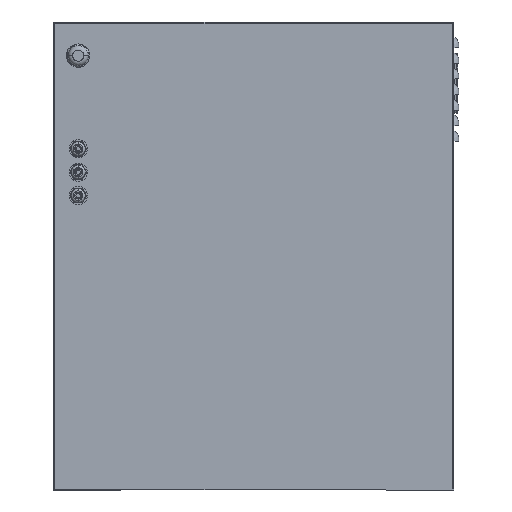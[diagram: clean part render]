
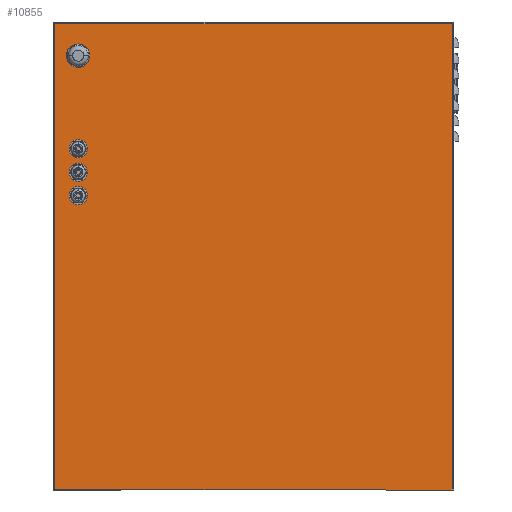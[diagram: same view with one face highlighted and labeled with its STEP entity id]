
A CAD part, left-side view. The second image highlights one B-rep face of the part: STEP entity #10855.
In plain terms, the highlighted planar face has unit normal (-1, 0, 0).
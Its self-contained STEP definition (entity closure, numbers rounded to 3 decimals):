
#66=DIRECTION('',(0.,-1.,0.));
#67=VECTOR('',#66,510.);
#68=CARTESIAN_POINT('',(-330.,255.,0.));
#69=LINE('',#68,#67);
#1085=CARTESIAN_POINT('',(-330.,225.,437.6));
#1086=DIRECTION('',(1.,0.,0.));
#1087=DIRECTION('',(0.,0.,1.));
#1088=AXIS2_PLACEMENT_3D('',#1085,#1086,#1087);
#1090=CARTESIAN_POINT('',(-330.,225.,437.6));
#1091=DIRECTION('',(1.,0.,0.));
#1092=DIRECTION('',(0.,0.,-1.));
#1093=AXIS2_PLACEMENT_3D('',#1090,#1091,#1092);
#1105=CARTESIAN_POINT('',(-330.,225.,407.6));
#1106=DIRECTION('',(1.,0.,0.));
#1107=DIRECTION('',(0.,0.,1.));
#1108=AXIS2_PLACEMENT_3D('',#1105,#1106,#1107);
#1110=CARTESIAN_POINT('',(-330.,225.,407.6));
#1111=DIRECTION('',(1.,0.,0.));
#1112=DIRECTION('',(0.,0.,-1.));
#1113=AXIS2_PLACEMENT_3D('',#1110,#1111,#1112);
#1125=CARTESIAN_POINT('',(-330.,225.,377.6));
#1126=DIRECTION('',(1.,0.,0.));
#1127=DIRECTION('',(0.,0.,1.));
#1128=AXIS2_PLACEMENT_3D('',#1125,#1126,#1127);
#1130=CARTESIAN_POINT('',(-330.,225.,377.6));
#1131=DIRECTION('',(1.,0.,0.));
#1132=DIRECTION('',(0.,0.,-1.));
#1133=AXIS2_PLACEMENT_3D('',#1130,#1131,#1132);
#1145=DIRECTION('',(0.,1.,0.));
#1146=VECTOR('',#1145,510.);
#1147=CARTESIAN_POINT('',(-330.,-255.,598.2));
#1148=LINE('',#1147,#1146);
#1149=DIRECTION('',(0.,0.,-1.));
#1150=VECTOR('',#1149,598.2);
#1151=CARTESIAN_POINT('',(-330.,-255.,598.2));
#1152=LINE('',#1151,#1150);
#1153=DIRECTION('',(0.,0.,1.));
#1154=VECTOR('',#1153,598.2);
#1155=CARTESIAN_POINT('',(-330.,255.,0.));
#1156=LINE('',#1155,#1154);
#1167=CARTESIAN_POINT('',(-330.,225.,557.));
#1168=DIRECTION('',(1.,0.,0.));
#1169=DIRECTION('',(0.,0.,-1.));
#1170=AXIS2_PLACEMENT_3D('',#1167,#1168,#1169);
#1172=CARTESIAN_POINT('',(-330.,225.,557.));
#1173=DIRECTION('',(1.,0.,0.));
#1174=DIRECTION('',(0.,0.,1.));
#1175=AXIS2_PLACEMENT_3D('',#1172,#1173,#1174);
#8399=CARTESIAN_POINT('',(-330.,225.,444.75));
#8400=CARTESIAN_POINT('',(-330.,225.,430.45));
#8401=VERTEX_POINT('',#8399);
#8402=VERTEX_POINT('',#8400);
#8407=CARTESIAN_POINT('',(-330.,225.,414.75));
#8408=CARTESIAN_POINT('',(-330.,225.,400.45));
#8409=VERTEX_POINT('',#8407);
#8410=VERTEX_POINT('',#8408);
#8415=CARTESIAN_POINT('',(-330.,225.,384.75));
#8416=CARTESIAN_POINT('',(-330.,225.,370.45));
#8417=VERTEX_POINT('',#8415);
#8418=VERTEX_POINT('',#8416);
#8460=CARTESIAN_POINT('',(-330.,-255.,0.));
#8462=VERTEX_POINT('',#8460);
#8467=CARTESIAN_POINT('',(-330.,255.,0.));
#8469=VERTEX_POINT('',#8467);
#8487=CARTESIAN_POINT('',(-330.,-255.,598.2));
#8488=VERTEX_POINT('',#8487);
#8489=CARTESIAN_POINT('',(-330.,255.,598.2));
#8490=VERTEX_POINT('',#8489);
#9089=CARTESIAN_POINT('',(-330.,225.,542.25));
#9090=CARTESIAN_POINT('',(-330.,225.,571.75));
#9091=VERTEX_POINT('',#9089);
#9092=VERTEX_POINT('',#9090);
#10819=CARTESIAN_POINT('',(-330.,257.,600.2));
#10820=DIRECTION('',(-1.,0.,0.));
#10821=DIRECTION('',(0.,0.,-1.));
#10822=AXIS2_PLACEMENT_3D('',#10819,#10820,#10821);
#10823=PLANE('',#10822);
#10824=ORIENTED_EDGE('',*,*,#10773,.F.);
#10825=ORIENTED_EDGE('',*,*,#10751,.T.);
#10826=ORIENTED_EDGE('',*,*,#9124,.F.);
#10828=ORIENTED_EDGE('',*,*,#10827,.T.);
#10829=EDGE_LOOP('',(#10824,#10825,#10826,#10828));
#10830=FACE_OUTER_BOUND('',#10829,.F.);
#10832=ORIENTED_EDGE('',*,*,#10831,.F.);
#10834=ORIENTED_EDGE('',*,*,#10833,.F.);
#10835=EDGE_LOOP('',(#10832,#10834));
#10836=FACE_BOUND('',#10835,.F.);
#10838=ORIENTED_EDGE('',*,*,#10837,.F.);
#10840=ORIENTED_EDGE('',*,*,#10839,.F.);
#10841=EDGE_LOOP('',(#10838,#10840));
#10842=FACE_BOUND('',#10841,.F.);
#10844=ORIENTED_EDGE('',*,*,#10843,.F.);
#10846=ORIENTED_EDGE('',*,*,#10845,.F.);
#10847=EDGE_LOOP('',(#10844,#10846));
#10848=FACE_BOUND('',#10847,.F.);
#10850=ORIENTED_EDGE('',*,*,#10849,.F.);
#10852=ORIENTED_EDGE('',*,*,#10851,.F.);
#10853=EDGE_LOOP('',(#10850,#10852));
#10854=FACE_BOUND('',#10853,.F.);
#1089=CIRCLE('',#1088,7.15);
#1094=CIRCLE('',#1093,7.15);
#1109=CIRCLE('',#1108,7.15);
#1114=CIRCLE('',#1113,7.15);
#1129=CIRCLE('',#1128,7.15);
#1134=CIRCLE('',#1133,7.15);
#1171=CIRCLE('',#1170,14.75);
#1176=CIRCLE('',#1175,14.75);
#9124=EDGE_CURVE('',#8469,#8462,#69,.T.);
#10751=EDGE_CURVE('',#8488,#8462,#1152,.T.);
#10773=EDGE_CURVE('',#8488,#8490,#1148,.T.);
#10827=EDGE_CURVE('',#8469,#8490,#1156,.T.);
#10831=EDGE_CURVE('',#8401,#8402,#1089,.T.);
#10833=EDGE_CURVE('',#8402,#8401,#1094,.T.);
#10837=EDGE_CURVE('',#8409,#8410,#1109,.T.);
#10839=EDGE_CURVE('',#8410,#8409,#1114,.T.);
#10843=EDGE_CURVE('',#8417,#8418,#1129,.T.);
#10845=EDGE_CURVE('',#8418,#8417,#1134,.T.);
#10849=EDGE_CURVE('',#9091,#9092,#1171,.T.);
#10851=EDGE_CURVE('',#9092,#9091,#1176,.T.);
#10855=ADVANCED_FACE('',(#10830,#10836,#10842,#10848,#10854),#10823,.T.);
